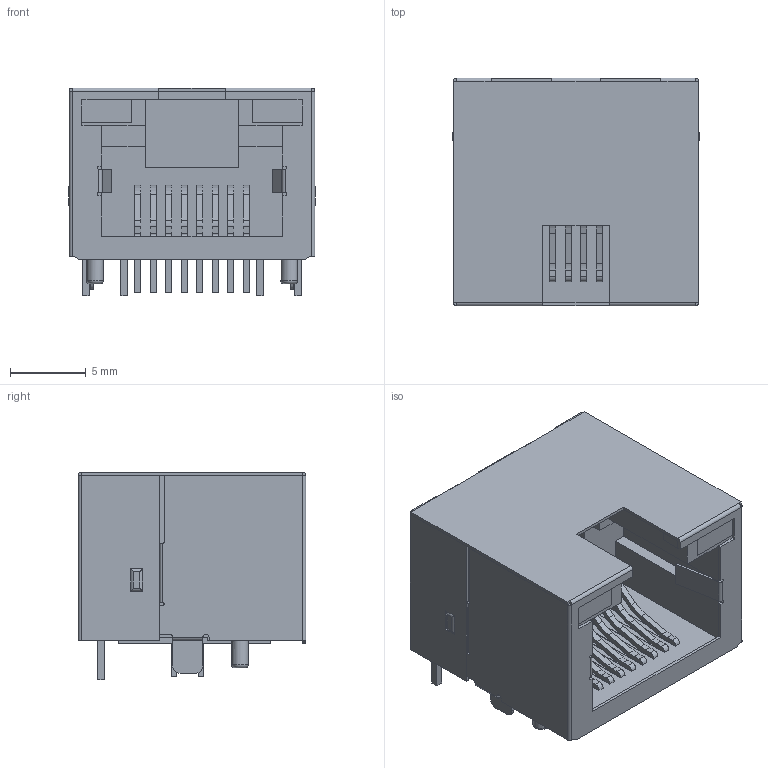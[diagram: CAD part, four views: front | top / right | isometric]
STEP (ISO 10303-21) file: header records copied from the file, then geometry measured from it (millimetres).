
FILE_DESCRIPTION( ( 'Unknown' ), '1' );
FILE_NAME( '615008185x21.stp', 'Unknown', ( 'Unknown' ), ( 'Unknown' ), 'PSStep 19.0.9', 'Unknown', ' ' );
FILE_SCHEMA( ( 'AUTOMOTIVE_DESIGN { 1 0 10303 214 1 1 1 1 }' ) );
Length unit declared in the file: millimetre
Products named in the file (8): Assem1; 615008185x21_Housing; 615008185x21_Shelding; 615008185x21_YellowLed; 615008185x21_GreenLed; 615008185x21_LedPin; 615008185x21_Pin; 615008185x21_Pin2
Assembly tree (16 placements, depth 2):
  Assem1
    615008185x21_Housing
    615008185x21_Shelding
    615008185x21_YellowLed
    615008185x21_GreenLed
    615008185x21_LedPin  x4
    615008185x21_Pin  x4
    615008185x21_Pin2  x4
Bounding box: 16.24 x 15 x 13.7 mm (x, y, z)
Volume: 1313 mm3; surface area: 4144.8 mm2
Topology: 16 solids, 16 shells, 687 faces, 1925 edges, 1252 vertices
Faces by surface type: plane 514, cylinder 171, torus 2
Full cylindrical faces by diameter (mm): 1.1 x2
Entity records: 20225 total; most frequent: CARTESIAN_POINT 2847, ORIENTED_EDGE 2830, DIRECTION 2649, EDGE_CURVE 1415, LINE 1217, VECTOR 1217, VERTEX_POINT 914, AXIS2_PLACEMENT_3D 716
